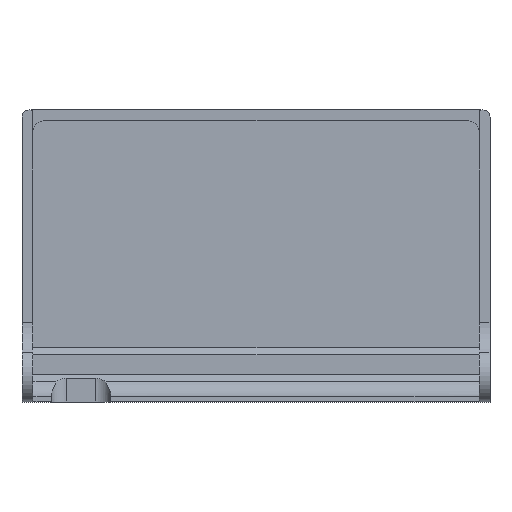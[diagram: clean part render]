
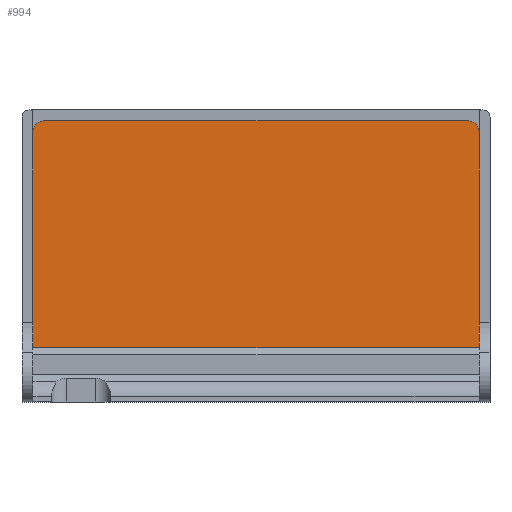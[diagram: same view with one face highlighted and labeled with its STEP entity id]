
A CAD part, top view. The second image highlights one B-rep face of the part: STEP entity #994.
In plain terms, the highlighted planar face has unit normal (0, 0, 1).
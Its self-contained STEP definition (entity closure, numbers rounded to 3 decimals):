
#73=PLANE('',#1110);
#120=FACE_OUTER_BOUND('',#182,.T.);
#182=EDGE_LOOP('',(#867,#868,#869,#870,#871,#872));
#211=LINE('',#1445,#297);
#237=LINE('',#1536,#323);
#281=LINE('',#1702,#367);
#282=LINE('',#1704,#368);
#297=VECTOR('',#1143,10.);
#323=VECTOR('',#1225,10.);
#367=VECTOR('',#1381,10.);
#368=VECTOR('',#1384,10.);
#426=CIRCLE('',#1109,3.);
#427=CIRCLE('',#1111,3.);
#436=VERTEX_POINT('',#1442);
#437=VERTEX_POINT('',#1444);
#473=VERTEX_POINT('',#1533);
#474=VERTEX_POINT('',#1535);
#519=VERTEX_POINT('',#1697);
#520=VERTEX_POINT('',#1701);
#529=EDGE_CURVE('',#436,#437,#211,.T.);
#574=EDGE_CURVE('',#473,#474,#237,.T.);
#648=EDGE_CURVE('',#436,#519,#426,.T.);
#649=EDGE_CURVE('',#520,#519,#281,.T.);
#650=EDGE_CURVE('',#520,#474,#427,.T.);
#651=EDGE_CURVE('',#437,#473,#282,.T.);
#867=ORIENTED_EDGE('',*,*,#648,.T.);
#868=ORIENTED_EDGE('',*,*,#649,.F.);
#869=ORIENTED_EDGE('',*,*,#650,.T.);
#870=ORIENTED_EDGE('',*,*,#574,.F.);
#871=ORIENTED_EDGE('',*,*,#651,.F.);
#872=ORIENTED_EDGE('',*,*,#529,.F.);
#994=ADVANCED_FACE('',(#120),#73,.F.);
#1109=AXIS2_PLACEMENT_3D('',#1699,#1377,#1378);
#1110=AXIS2_PLACEMENT_3D('',#1700,#1379,#1380);
#1111=AXIS2_PLACEMENT_3D('',#1703,#1382,#1383);
#1143=DIRECTION('',(0.,-1.,0.));
#1225=DIRECTION('',(0.,1.,0.));
#1377=DIRECTION('center_axis',(0.,0.,1.));
#1378=DIRECTION('ref_axis',(0.707,0.707,0.));
#1379=DIRECTION('center_axis',(0.,0.,-1.));
#1380=DIRECTION('ref_axis',(-1.,0.,0.));
#1381=DIRECTION('',(1.,0.,0.));
#1382=DIRECTION('center_axis',(0.,0.,1.));
#1383=DIRECTION('ref_axis',(-0.707,0.707,0.));
#1384=DIRECTION('',(-1.,0.,0.));
#1442=CARTESIAN_POINT('',(123.,71.5,1.));
#1444=CARTESIAN_POINT('',(123.,12.,1.));
#1445=CARTESIAN_POINT('',(123.,15.,1.));
#1533=CARTESIAN_POINT('',(0.,12.,1.));
#1535=CARTESIAN_POINT('',(0.,71.5,1.));
#1536=CARTESIAN_POINT('',(0.,74.5,1.));
#1697=CARTESIAN_POINT('',(120.,74.5,1.));
#1699=CARTESIAN_POINT('Origin',(120.,71.5,1.));
#1700=CARTESIAN_POINT('Origin',(61.5,44.757,1.));
#1701=CARTESIAN_POINT('',(3.,74.5,1.));
#1702=CARTESIAN_POINT('',(123.,74.5,1.));
#1703=CARTESIAN_POINT('Origin',(3.,71.5,1.));
#1704=CARTESIAN_POINT('',(123.,12.,1.));
